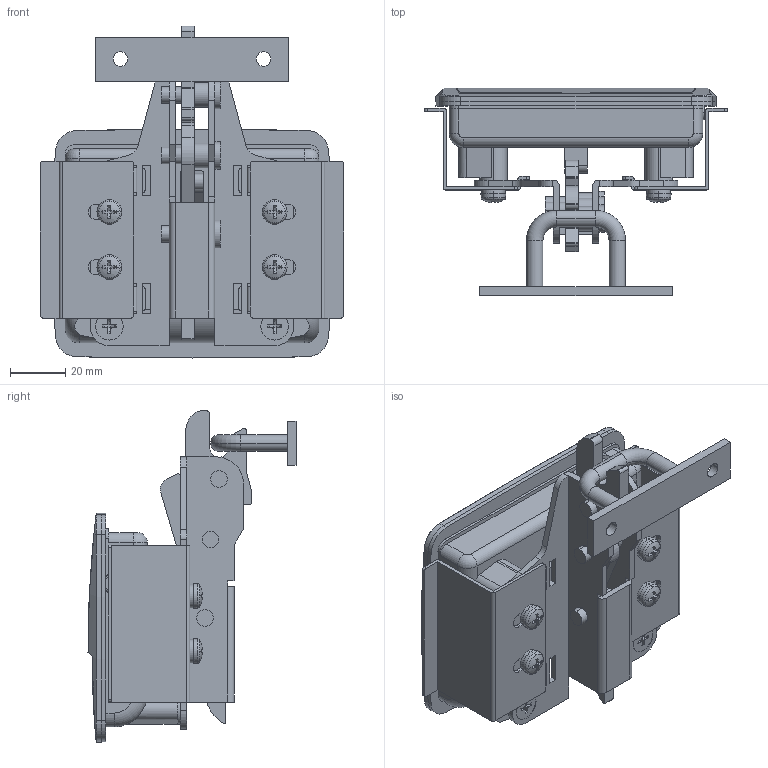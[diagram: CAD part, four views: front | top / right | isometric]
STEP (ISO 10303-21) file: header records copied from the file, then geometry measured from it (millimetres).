
FILE_DESCRIPTION (( 'STEP AP203' ), '1' );
FILE_NAME ('A-151R-B-1-2.STEP', '2020-03-12T04:25:32', ( '' ), ( '' ), 'SwSTEP 2.0', 'SolidWorks 2018', '' );
FILE_SCHEMA (( 'CONFIG_CONTROL_DESIGN' ));
Length unit declared in the file: millimetre
Products named in the file (15): A-151R-B-1-2_十字穴付皿小ねじ_内径基準ver1.02__M5x10十字穴付皿小ねじ(鉄); A-151R-B-1-2_僔儍僼僩B_; A-151R-B-1-2_安全レバー_; A-151R-B-1-2_シャフト_; A-151R-B-1-2_フレーム_; A-151R-B-1-2_僼儗乕儉Assy_; A-151R-B-1-2_ハンドル_; A-151R-B-1-2_十字穴付小ねじ_内径基準ver1.02__M5x10十字穴付なべ小ねじ(鉄)SWシングルセムス(P2); A-151R-B-1-2_本体_; A-151R-B-1-2_ラチェット_; A-151R-B-1-2_ストライカ_; A-151R-B-1-2; A-151R-B-1-2_ラッチ_; A-151R-B-1-2_パッキン_; A-151R-B-1-2_押え板_
Assembly tree (23 placements, depth 3):
  A-151R-B-1-2
    A-151R-B-1-2_本体_
    A-151R-B-1-2_ハンドル_
    A-151R-B-1-2_シャフト_
    A-151R-B-1-2_パッキン_
    A-151R-B-1-2_僼儗乕儉Assy_
      A-151R-B-1-2_フレーム_
      A-151R-B-1-2_僔儍僼僩B_  x3
      A-151R-B-1-2_ラッチ_
      A-151R-B-1-2_ラチェット_
      A-151R-B-1-2_安全レバー_
    A-151R-B-1-2_十字穴付皿小ねじ_内径基準ver1.02__M5x10十字穴付皿小ねじ(鉄)  x4
    A-151R-B-1-2_押え板_  x2
    A-151R-B-1-2_十字穴付小ねじ_内径基準ver1.02__M5x10十字穴付なべ小ねじ(鉄)SWシングルセムス(P2)  x4
    A-151R-B-1-2_ストライカ_
Bounding box: 110 x 75.5 x 120.5 mm (x, y, z)
Volume: 99955.2 mm3; surface area: 92371 mm2
Topology: 22 solids, 22 shells, 928 faces, 2421 edges, 1570 vertices
Faces by surface type: plane 457, cylinder 351, cone 66, torus 25, bspline 19, sphere 10
Entity records: 23120 total; most frequent: CARTESIAN_POINT 5484, DIRECTION 3349, ORIENTED_EDGE 3290, EDGE_CURVE 1645, AXIS2_PLACEMENT_3D 1213, VERTEX_POINT 1066, LINE 923, VECTOR 923
